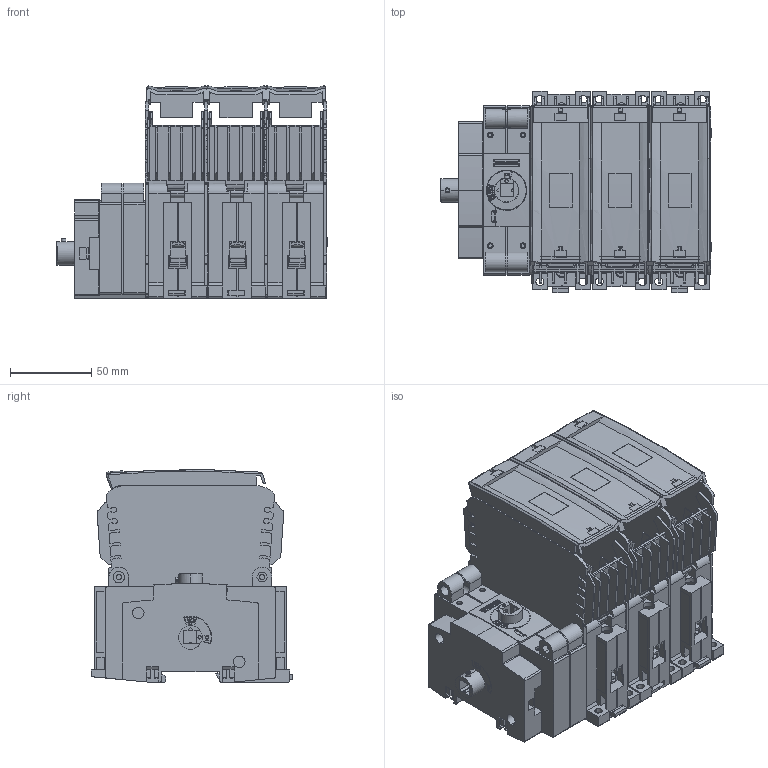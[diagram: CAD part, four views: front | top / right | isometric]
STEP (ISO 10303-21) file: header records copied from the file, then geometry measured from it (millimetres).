
FILE_DESCRIPTION(('STEP AP214'),'1');
FILE_NAME('cctmp_D1F312BC-21EA-4BDB-A4FC-9F1252E92683_2023_10_04_12_17_50_0567..stp','2023-10-04T10:17:53',('SIEMENS A&D'),('CADClick - www.CADClick.com'),'Spatial InterOp 3D',' ','unknown authorization');
FILE_SCHEMA(('AUTOMOTIVE_DESIGN'));
Length unit declared in the file: millimetre
Products named in the file (1): 1
Bounding box: 165.8 x 123.9 x 130.36 mm (x, y, z)
Volume: 986433.6 mm3; surface area: 360388.6 mm2
Topology: 13 solids, 22 shells, 4981 faces, 14213 edges, 9370 vertices
Faces by surface type: plane 3530, cylinder 1368, torus 57, revolution 15, cone 7, sphere 4
Entity records: 206078 total; most frequent: CARTESIAN_POINT 33206, ORIENTED_EDGE 28442, DIRECTION 27055, EDGE_CURVE 14221, LINE 10558, VECTOR 10558, VERTEX_POINT 9382, AXIS2_PLACEMENT_3D 8241
